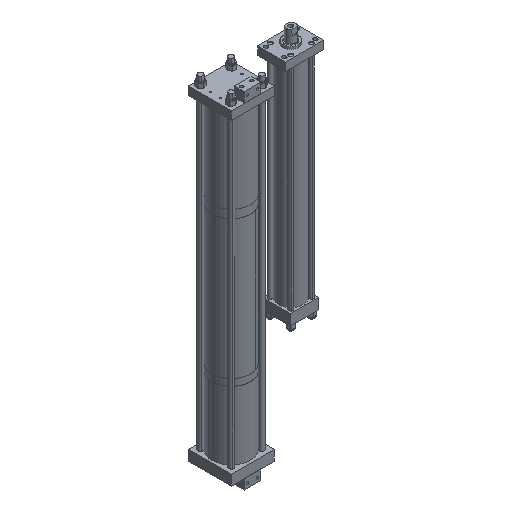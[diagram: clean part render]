
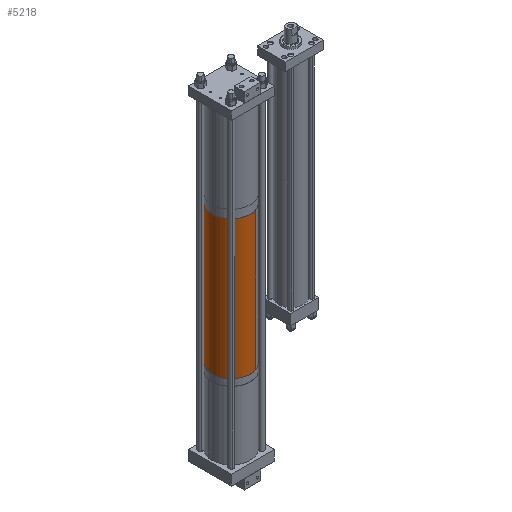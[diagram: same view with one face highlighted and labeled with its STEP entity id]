
A CAD part, isometric view. The second image highlights one B-rep face of the part: STEP entity #5218.
In plain terms, the highlighted cylindrical face has radius 73.025 mm (diameter 146.05 mm), a partial arc.
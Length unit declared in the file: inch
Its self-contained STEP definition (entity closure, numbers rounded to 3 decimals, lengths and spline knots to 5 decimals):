
#396 = LINE ( 'NONE', #7248, #10230 ) ;
#698 = EDGE_CURVE ( 'NONE', #13284, #9484, #6317, .T. ) ;
#1515 = CYLINDRICAL_SURFACE ( 'NONE', #9361, 2.875 ) ;
#1819 = AXIS2_PLACEMENT_3D ( 'NONE', #7436, #3566, #3621 ) ;
#2125 = CARTESIAN_POINT ( 'NONE',  ( 2.875, 0., 20.886 ) ) ;
#2230 = DIRECTION ( 'NONE',  ( 1., 0., 0. ) ) ;
#2341 = VERTEX_POINT ( 'NONE', #12213 ) ;
#2855 = LINE ( 'NONE', #4188, #6863 ) ;
#3281 = DIRECTION ( 'NONE',  ( 0., 0., -1. ) ) ;
#3566 = DIRECTION ( 'NONE',  ( 0., 0., 1. ) ) ;
#3621 = DIRECTION ( 'NONE',  ( 1., 0., 0. ) ) ;
#4060 = DIRECTION ( 'NONE',  ( 0., 0., -1. ) ) ;
#4188 = CARTESIAN_POINT ( 'NONE',  ( -2.875, 0., 20.886 ) ) ;
#4883 = DIRECTION ( 'NONE',  ( 0., 0., 1. ) ) ;
#5081 = CIRCLE ( 'NONE', #1819, 2.875 ) ;
#5121 = VERTEX_POINT ( 'NONE', #6891 ) ;
#5218 = ADVANCED_FACE ( 'NONE', ( #9547 ), #1515, .T. ) ;
#6205 = ORIENTED_EDGE ( 'NONE', *, *, #13588, .T. ) ;
#6317 = CIRCLE ( 'NONE', #15881, 2.875 ) ;
#6863 = VECTOR ( 'NONE', #4060, 39.37008 ) ;
#6891 = CARTESIAN_POINT ( 'NONE',  ( -2.875, 0., 0. ) ) ;
#7248 = CARTESIAN_POINT ( 'NONE',  ( 2.875, 0., 20.886 ) ) ;
#7436 = CARTESIAN_POINT ( 'NONE',  ( 0., 0., 0. ) ) ;
#7488 = EDGE_LOOP ( 'NONE', ( #16435, #11654, #6205, #11508 ) ) ;
#9361 = AXIS2_PLACEMENT_3D ( 'NONE', #9800, #3281, #9677 ) ;
#9484 = VERTEX_POINT ( 'NONE', #2125 ) ;
#9547 = FACE_OUTER_BOUND ( 'NONE', #7488, .T. ) ;
#9677 = DIRECTION ( 'NONE',  ( -1., 0., 0. ) ) ;
#9800 = CARTESIAN_POINT ( 'NONE',  ( 0., 0., 20.886 ) ) ;
#10077 = CARTESIAN_POINT ( 'NONE',  ( 0., 0., 20.886 ) ) ;
#10230 = VECTOR ( 'NONE', #16290, 39.37008 ) ;
#11508 = ORIENTED_EDGE ( 'NONE', *, *, #12613, .T. ) ;
#11654 = ORIENTED_EDGE ( 'NONE', *, *, #698, .F. ) ;
#12213 = CARTESIAN_POINT ( 'NONE',  ( 2.875, 0., 0. ) ) ;
#12613 = EDGE_CURVE ( 'NONE', #5121, #2341, #5081, .T. ) ;
#13284 = VERTEX_POINT ( 'NONE', #15265 ) ;
#13588 = EDGE_CURVE ( 'NONE', #13284, #5121, #2855, .T. ) ;
#14918 = EDGE_CURVE ( 'NONE', #9484, #2341, #396, .T. ) ;
#15265 = CARTESIAN_POINT ( 'NONE',  ( -2.875, 0., 20.886 ) ) ;
#15881 = AXIS2_PLACEMENT_3D ( 'NONE', #10077, #4883, #2230 ) ;
#16290 = DIRECTION ( 'NONE',  ( 0., 0., -1. ) ) ;
#16435 = ORIENTED_EDGE ( 'NONE', *, *, #14918, .F. ) ;
